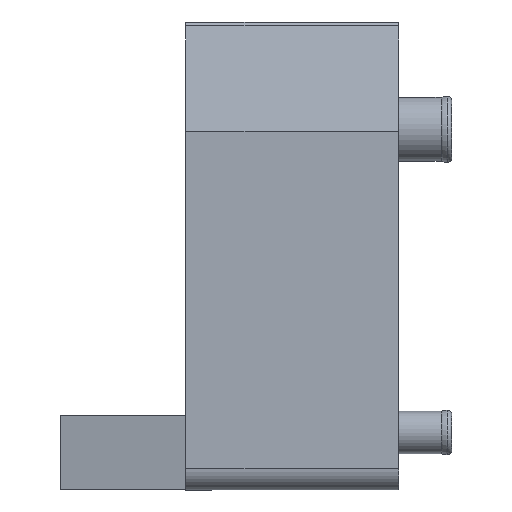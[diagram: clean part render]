
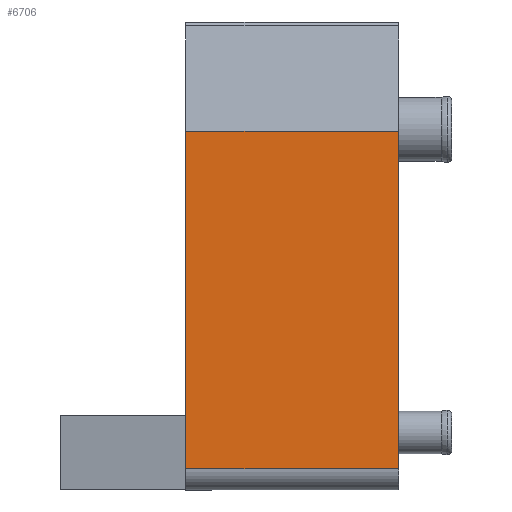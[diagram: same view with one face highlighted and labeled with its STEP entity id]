
A CAD part, left-side view. The second image highlights one B-rep face of the part: STEP entity #6706.
In plain terms, the highlighted planar face has unit normal (-1, 0, 0).
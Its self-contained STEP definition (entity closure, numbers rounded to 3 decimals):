
#266=PLANE('',#7019);
#1269=ORIENTED_EDGE('',*,*,#2433,.F.);
#1270=ORIENTED_EDGE('',*,*,#2434,.T.);
#1271=ORIENTED_EDGE('',*,*,#2430,.T.);
#1272=ORIENTED_EDGE('',*,*,#2435,.T.);
#2430=EDGE_CURVE('',#3025,#3026,#3450,.T.);
#2433=EDGE_CURVE('',#3027,#3028,#3451,.T.);
#2434=EDGE_CURVE('',#3027,#3025,#3452,.T.);
#2435=EDGE_CURVE('',#3026,#3028,#3453,.F.);
#3025=VERTEX_POINT('',#10997);
#3026=VERTEX_POINT('',#10998);
#3027=VERTEX_POINT('',#11003);
#3028=VERTEX_POINT('',#11004);
#3450=LINE('',#10996,#3911);
#3451=LINE('',#11002,#3912);
#3452=LINE('',#11005,#3913);
#3453=LINE('',#11006,#3914);
#3911=VECTOR('',#7803,1000.);
#3912=VECTOR('',#7810,1000.);
#3913=VECTOR('',#7811,1000.);
#3914=VECTOR('',#7812,1000.);
#4252=EDGE_LOOP('',(#1269,#1270,#1271,#1272));
#4542=FACE_BOUND('',#4252,.T.);
#6706=ADVANCED_FACE('',(#4542),#266,.F.);
#7019=AXIS2_PLACEMENT_3D('',#11001,#7808,#7809);
#7803=DIRECTION('',(0.,-1.,0.));
#7808=DIRECTION('',(1.,0.,0.));
#7809=DIRECTION('',(0.,0.,-1.));
#7810=DIRECTION('',(0.,-1.,0.));
#7811=DIRECTION('',(0.,0.,-1.));
#7812=DIRECTION('',(0.,0.,-1.));
#10996=CARTESIAN_POINT('',(-20.8,-2.15,-3.4));
#10997=CARTESIAN_POINT('',(-20.8,2.85,-3.4));
#10998=CARTESIAN_POINT('',(-20.8,-7.15,-3.4));
#11001=CARTESIAN_POINT('',(-20.8,-2.15,0.692));
#11002=CARTESIAN_POINT('',(-20.8,-2.15,12.457));
#11003=CARTESIAN_POINT('',(-20.8,2.85,12.457));
#11004=CARTESIAN_POINT('',(-20.8,-7.15,12.457));
#11005=CARTESIAN_POINT('',(-20.8,2.85,0.));
#11006=CARTESIAN_POINT('',(-20.8,-7.15,0.));
